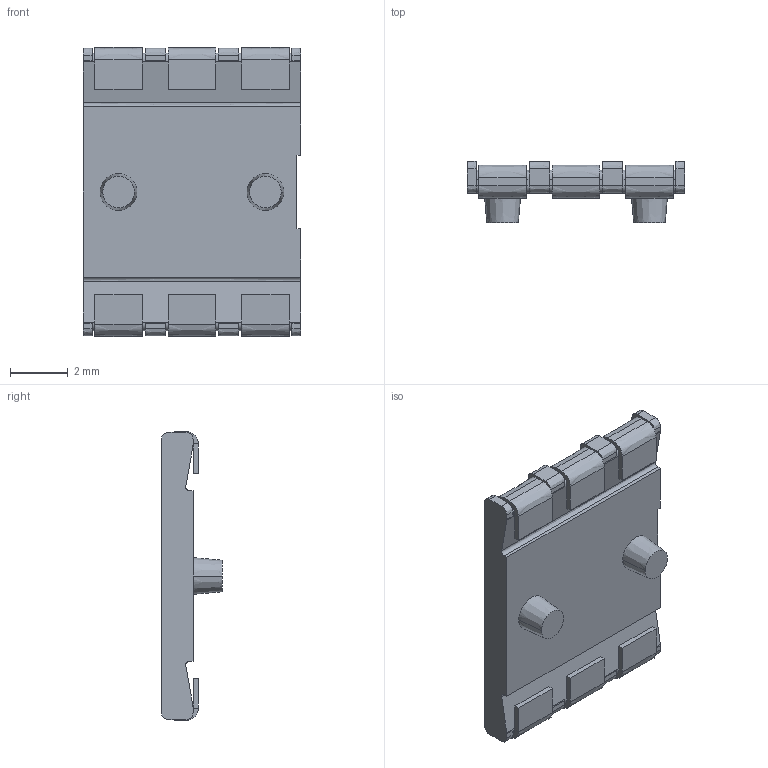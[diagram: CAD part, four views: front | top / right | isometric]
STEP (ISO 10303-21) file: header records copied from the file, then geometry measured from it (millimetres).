
FILE_DESCRIPTION((''),'2;1');
FILE_NAME('33756-76802','2010-08-03T',('minhn'),('Bourns, Inc.'),'PRO/ENGINEER BY PARAMETRIC TECHNOLOGY CORPORATION, 2001200','PRO/ENGINEER BY PARAMETRIC TECHNOLOGY CORPORATION, 2001200','');
FILE_SCHEMA(('AUTOMOTIVE_DESIGN_CC2 { 1 2 10303 214 -1 1 5 2 }'));
Length unit declared in the file: inch
Products named in the file (1): 33756-76802
Bounding box: 7.52 x 2.11 x 10 mm (x, y, z)
Volume: 74 mm3; surface area: 271 mm2
Topology: 1 solids, 1 shells, 198 faces, 474 edges, 280 vertices
Faces by surface type: bspline 198
Entity records: 7692 total; most frequent: CARTESIAN_POINT 2242, ORIENTED_EDGE 948, DIRECTION 594, PRESENTATION_STYLE_ASSIGNMENT 475, STYLED_ITEM 475, CURVE_STYLE 474, EDGE_CURVE 474, VECTOR 354
